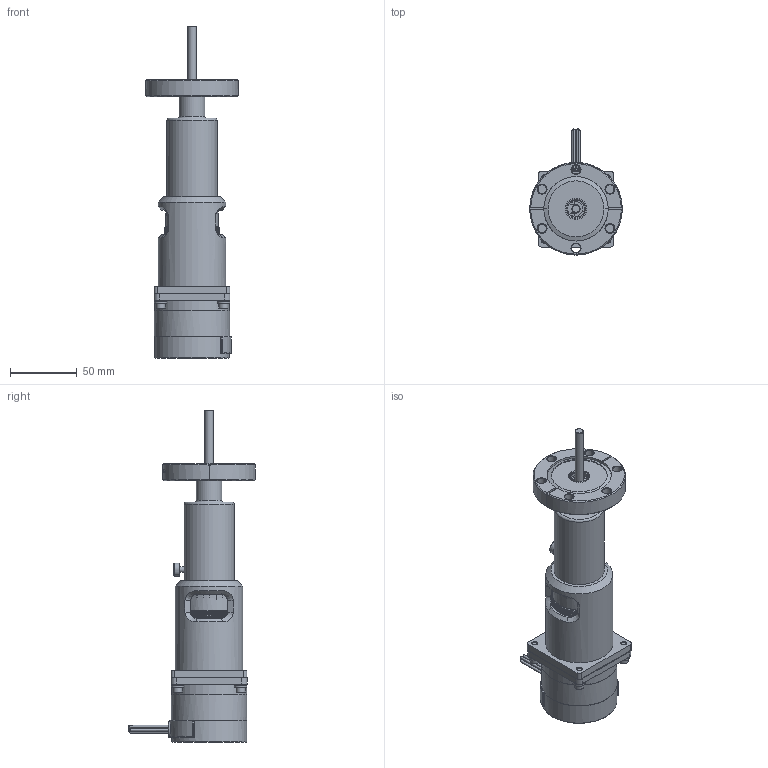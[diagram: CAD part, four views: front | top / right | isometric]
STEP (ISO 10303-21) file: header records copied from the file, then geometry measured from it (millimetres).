
FILE_DESCRIPTION(/* description */ ('Alibre Inc.'),/* implementation_level */ '2;1');
FILE_NAME(/* name */ 'export0',/* time_stamp */ '2012-10-04T08:51:15-07:00',/* author */ (''),/* organization */ (''),/* preprocessor_version */ 'ST-DEVELOPER v14',/* originating_system */ 'Alibre',/* authorisation */ '');
FILE_SCHEMA (('CONFIG_CONTROL_DESIGN'));
Length unit declared in the file: centimetre
Products named in the file (1): WRM 102110.11
Bounding box: 69.34 x 94.94 x 248.72 mm (x, y, z)
Volume: 341145.9 mm3; surface area: 71943.6 mm2
Topology: 1 solids, 5 shells, 1151 faces, 3046 edges, 1990 vertices
Faces by surface type: plane 567, cylinder 321, bspline 156, cone 81, torus 25, sphere 1
Full cylindrical faces by diameter (mm): 1.727 x6, 2.261 x4, 2.946 x4, 3.454 x7, 4.115 x4, 4.166 x1, 4.826 x4, 5.232 x4, 6.325 x1, 6.35 x1, 6.375 x1, 6.731 x4, 9.398 x4, 9.906 x1, 11.938 x1, 12.725 x1, 13.062 x1, 14.249 x1, 16.002 x1, 18.796 x1, 19.05 x1, 19.152 x1, 19.304 x1, 24.13 x1, 30.734 x1, 31.496 x1, 34.925 x1, 37.465 x1, 37.719 x1, 38.1 x1
Entity records: 58124 total; most frequent: CARTESIAN_POINT 34864, ORIENTED_EDGE 5760, DIRECTION 3210, EDGE_CURVE 2880, VERTEX_POINT 1946, AXIS2_PLACEMENT_3D 1391, EDGE_LOOP 1382, FACE_BOUND 1382
